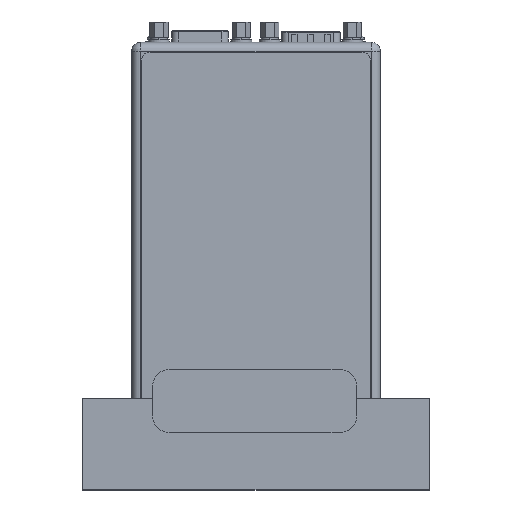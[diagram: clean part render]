
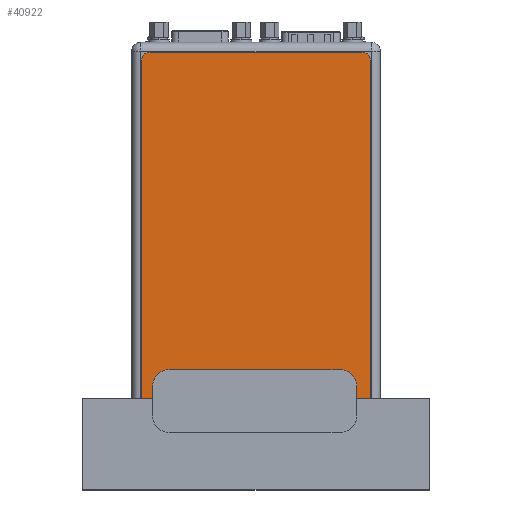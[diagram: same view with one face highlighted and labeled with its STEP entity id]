
A CAD part, top view. The second image highlights one B-rep face of the part: STEP entity #40922.
In plain terms, the highlighted planar face has unit normal (0, 0, 1).
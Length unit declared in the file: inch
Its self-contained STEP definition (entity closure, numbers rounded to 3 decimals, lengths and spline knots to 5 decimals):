
#40755=CARTESIAN_POINT('',(2.63,4.04,0.004));
#40756=DIRECTION('',(0.,0.,-1.));
#40757=DIRECTION('',(0.,1.,0.));
#40758=AXIS2_PLACEMENT_3D('',#40755,#40756,#40757);
#40760=DIRECTION('',(0.,-1.,0.));
#40761=VECTOR('',#40760,4.04);
#40762=CARTESIAN_POINT('',(2.73,4.04,0.004));
#40763=LINE('',#40762,#40761);
#40764=DIRECTION('',(-1.,0.,0.));
#40765=VECTOR('',#40764,2.73);
#40766=CARTESIAN_POINT('',(2.73,0.,0.004));
#40767=LINE('',#40766,#40765);
#40768=DIRECTION('',(0.,1.,0.));
#40769=VECTOR('',#40768,4.04);
#40770=CARTESIAN_POINT('',(0.,0.,0.004));
#40771=LINE('',#40770,#40769);
#40772=CARTESIAN_POINT('',(0.1,4.04,0.004));
#40773=DIRECTION('',(0.,0.,-1.));
#40774=DIRECTION('',(-1.,0.,0.));
#40775=AXIS2_PLACEMENT_3D('',#40772,#40773,#40774);
#40777=DIRECTION('',(1.,0.,0.));
#40778=VECTOR('',#40777,2.53);
#40779=CARTESIAN_POINT('',(0.1,4.14,0.004));
#40780=LINE('',#40779,#40778);
#40793=CARTESIAN_POINT('',(2.73,4.04,0.004));
#40794=VERTEX_POINT('',#40793);
#40795=CARTESIAN_POINT('',(2.63,4.14,0.004));
#40796=VERTEX_POINT('',#40795);
#40797=CARTESIAN_POINT('',(2.73,0.,0.004));
#40798=VERTEX_POINT('',#40797);
#40799=CARTESIAN_POINT('',(0.,0.,0.004));
#40800=VERTEX_POINT('',#40799);
#40801=CARTESIAN_POINT('',(0.,4.04,0.004));
#40802=VERTEX_POINT('',#40801);
#40803=CARTESIAN_POINT('',(0.1,4.14,0.004));
#40804=VERTEX_POINT('',#40803);
#40909=CARTESIAN_POINT('',(0.,0.,0.004));
#40910=DIRECTION('',(0.,0.,1.));
#40911=DIRECTION('',(1.,0.,0.));
#40912=AXIS2_PLACEMENT_3D('',#40909,#40910,#40911);
#40913=PLANE('',#40912);
#40914=ORIENTED_EDGE('',*,*,#40833,.T.);
#40915=ORIENTED_EDGE('',*,*,#40849,.T.);
#40916=ORIENTED_EDGE('',*,*,#40862,.T.);
#40917=ORIENTED_EDGE('',*,*,#40875,.T.);
#40918=ORIENTED_EDGE('',*,*,#40890,.T.);
#40919=ORIENTED_EDGE('',*,*,#40902,.T.);
#40920=EDGE_LOOP('',(#40914,#40915,#40916,#40917,#40918,#40919));
#40921=FACE_OUTER_BOUND('',#40920,.F.);
#40922=ADVANCED_FACE('',(#40921),#40913,.T.);
#40759=CIRCLE('',#40758,0.1);
#40776=CIRCLE('',#40775,0.1);
#40833=EDGE_CURVE('',#40796,#40794,#40759,.T.);
#40849=EDGE_CURVE('',#40794,#40798,#40763,.T.);
#40862=EDGE_CURVE('',#40798,#40800,#40767,.T.);
#40875=EDGE_CURVE('',#40800,#40802,#40771,.T.);
#40890=EDGE_CURVE('',#40802,#40804,#40776,.T.);
#40902=EDGE_CURVE('',#40804,#40796,#40780,.T.);
